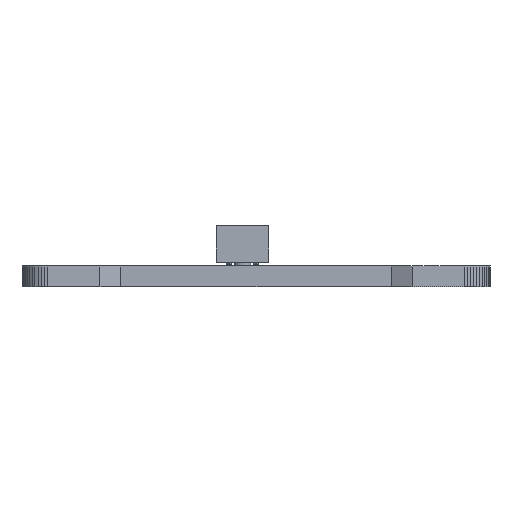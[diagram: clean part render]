
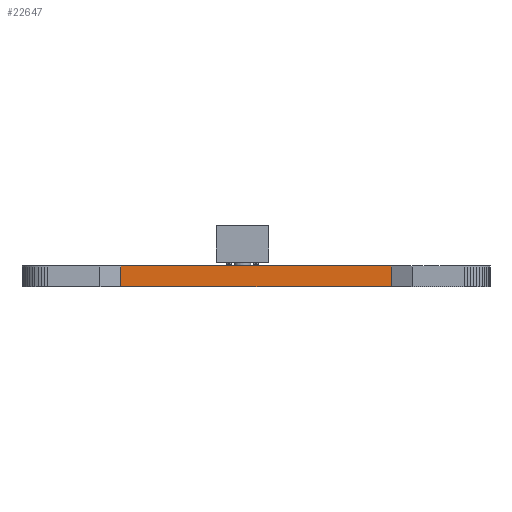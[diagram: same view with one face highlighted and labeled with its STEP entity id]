
A CAD part, left-side view. The second image highlights one B-rep face of the part: STEP entity #22647.
In plain terms, the highlighted planar face has unit normal (-1, 0, 0).
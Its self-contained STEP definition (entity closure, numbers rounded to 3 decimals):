
#17787 = PLANE('',#17788);
#17788 = AXIS2_PLACEMENT_3D('',#17789,#17790,#17791);
#17789 = CARTESIAN_POINT('',(22.5,22.687,1.98));
#17790 = DIRECTION('',(-0.,-0.,-1.));
#17791 = DIRECTION('',(-1.,0.,0.));
#17841 = PLANE('',#17842);
#17842 = AXIS2_PLACEMENT_3D('',#17843,#17844,#17845);
#17843 = CARTESIAN_POINT('',(22.5,22.687,0.));
#17844 = DIRECTION('',(-0.,-0.,-1.));
#17845 = DIRECTION('',(-1.,0.,0.));
#19350 = VERTEX_POINT('',#19351);
#19351 = CARTESIAN_POINT('',(1.,9.5,0.));
#19365 = PLANE('',#19366);
#19366 = AXIS2_PLACEMENT_3D('',#19367,#19368,#19369);
#19367 = CARTESIAN_POINT('',(0.,7.5,0.));
#19368 = DIRECTION('',(-0.894,0.447,0.));
#19369 = DIRECTION('',(0.447,0.894,0.));
#19377 = EDGE_CURVE('',#19350,#19378,#19380,.T.);
#19378 = VERTEX_POINT('',#19379);
#19379 = CARTESIAN_POINT('',(1.,35.5,0.));
#19380 = SURFACE_CURVE('',#19381,(#19385,#19392),.PCURVE_S1.);
#19381 = LINE('',#19382,#19383);
#19382 = CARTESIAN_POINT('',(1.,9.5,0.));
#19383 = VECTOR('',#19384,1.);
#19384 = DIRECTION('',(0.,1.,0.));
#19385 = PCURVE('',#17841,#19386);
#19386 = DEFINITIONAL_REPRESENTATION('',(#19387),#19391);
#19387 = LINE('',#19388,#19389);
#19388 = CARTESIAN_POINT('',(21.5,-13.187));
#19389 = VECTOR('',#19390,1.);
#19390 = DIRECTION('',(0.,1.));
#19391 = ( GEOMETRIC_REPRESENTATION_CONTEXT(2) 
PARAMETRIC_REPRESENTATION_CONTEXT() REPRESENTATION_CONTEXT('2D SPACE',''
  ) );
#19392 = PCURVE('',#19393,#19398);
#19393 = PLANE('',#19394);
#19394 = AXIS2_PLACEMENT_3D('',#19395,#19396,#19397);
#19395 = CARTESIAN_POINT('',(1.,9.5,0.));
#19396 = DIRECTION('',(-1.,0.,0.));
#19397 = DIRECTION('',(0.,1.,0.));
#19398 = DEFINITIONAL_REPRESENTATION('',(#19399),#19403);
#19399 = LINE('',#19400,#19401);
#19400 = CARTESIAN_POINT('',(0.,0.));
#19401 = VECTOR('',#19402,1.);
#19402 = DIRECTION('',(1.,0.));
#19403 = ( GEOMETRIC_REPRESENTATION_CONTEXT(2) 
PARAMETRIC_REPRESENTATION_CONTEXT() REPRESENTATION_CONTEXT('2D SPACE',''
  ) );
#19421 = PLANE('',#19422);
#19422 = AXIS2_PLACEMENT_3D('',#19423,#19424,#19425);
#19423 = CARTESIAN_POINT('',(1.,35.5,0.));
#19424 = DIRECTION('',(-0.894,-0.447,0.));
#19425 = DIRECTION('',(-0.447,0.894,0.));
#21209 = VERTEX_POINT('',#21210);
#21210 = CARTESIAN_POINT('',(1.,9.5,1.98));
#21231 = EDGE_CURVE('',#21209,#21232,#21234,.T.);
#21232 = VERTEX_POINT('',#21233);
#21233 = CARTESIAN_POINT('',(1.,35.5,1.98));
#21234 = SURFACE_CURVE('',#21235,(#21239,#21246),.PCURVE_S1.);
#21235 = LINE('',#21236,#21237);
#21236 = CARTESIAN_POINT('',(1.,9.5,1.98));
#21237 = VECTOR('',#21238,1.);
#21238 = DIRECTION('',(0.,1.,0.));
#21239 = PCURVE('',#17787,#21240);
#21240 = DEFINITIONAL_REPRESENTATION('',(#21241),#21245);
#21241 = LINE('',#21242,#21243);
#21242 = CARTESIAN_POINT('',(21.5,-13.187));
#21243 = VECTOR('',#21244,1.);
#21244 = DIRECTION('',(0.,1.));
#21245 = ( GEOMETRIC_REPRESENTATION_CONTEXT(2) 
PARAMETRIC_REPRESENTATION_CONTEXT() REPRESENTATION_CONTEXT('2D SPACE',''
  ) );
#21246 = PCURVE('',#19393,#21247);
#21247 = DEFINITIONAL_REPRESENTATION('',(#21248),#21252);
#21248 = LINE('',#21249,#21250);
#21249 = CARTESIAN_POINT('',(0.,-1.98));
#21250 = VECTOR('',#21251,1.);
#21251 = DIRECTION('',(1.,0.));
#21252 = ( GEOMETRIC_REPRESENTATION_CONTEXT(2) 
PARAMETRIC_REPRESENTATION_CONTEXT() REPRESENTATION_CONTEXT('2D SPACE',''
  ) );
#22597 = EDGE_CURVE('',#19378,#21232,#22598,.T.);
#22598 = SURFACE_CURVE('',#22599,(#22603,#22610),.PCURVE_S1.);
#22599 = LINE('',#22600,#22601);
#22600 = CARTESIAN_POINT('',(1.,35.5,0.));
#22601 = VECTOR('',#22602,1.);
#22602 = DIRECTION('',(0.,0.,1.));
#22603 = PCURVE('',#19421,#22604);
#22604 = DEFINITIONAL_REPRESENTATION('',(#22605),#22609);
#22605 = LINE('',#22606,#22607);
#22606 = CARTESIAN_POINT('',(0.,0.));
#22607 = VECTOR('',#22608,1.);
#22608 = DIRECTION('',(0.,-1.));
#22609 = ( GEOMETRIC_REPRESENTATION_CONTEXT(2) 
PARAMETRIC_REPRESENTATION_CONTEXT() REPRESENTATION_CONTEXT('2D SPACE',''
  ) );
#22610 = PCURVE('',#19393,#22611);
#22611 = DEFINITIONAL_REPRESENTATION('',(#22612),#22616);
#22612 = LINE('',#22613,#22614);
#22613 = CARTESIAN_POINT('',(26.,0.));
#22614 = VECTOR('',#22615,1.);
#22615 = DIRECTION('',(0.,-1.));
#22616 = ( GEOMETRIC_REPRESENTATION_CONTEXT(2) 
PARAMETRIC_REPRESENTATION_CONTEXT() REPRESENTATION_CONTEXT('2D SPACE',''
  ) );
#22647 = ADVANCED_FACE('',(#22648),#19393,.T.);
#22648 = FACE_BOUND('',#22649,.T.);
#22649 = EDGE_LOOP('',(#22650,#22671,#22672,#22673));
#22650 = ORIENTED_EDGE('',*,*,#22651,.T.);
#22651 = EDGE_CURVE('',#19350,#21209,#22652,.T.);
#22652 = SURFACE_CURVE('',#22653,(#22657,#22664),.PCURVE_S1.);
#22653 = LINE('',#22654,#22655);
#22654 = CARTESIAN_POINT('',(1.,9.5,0.));
#22655 = VECTOR('',#22656,1.);
#22656 = DIRECTION('',(0.,0.,1.));
#22657 = PCURVE('',#19393,#22658);
#22658 = DEFINITIONAL_REPRESENTATION('',(#22659),#22663);
#22659 = LINE('',#22660,#22661);
#22660 = CARTESIAN_POINT('',(0.,0.));
#22661 = VECTOR('',#22662,1.);
#22662 = DIRECTION('',(0.,-1.));
#22663 = ( GEOMETRIC_REPRESENTATION_CONTEXT(2) 
PARAMETRIC_REPRESENTATION_CONTEXT() REPRESENTATION_CONTEXT('2D SPACE',''
  ) );
#22664 = PCURVE('',#19365,#22665);
#22665 = DEFINITIONAL_REPRESENTATION('',(#22666),#22670);
#22666 = LINE('',#22667,#22668);
#22667 = CARTESIAN_POINT('',(2.236,0.));
#22668 = VECTOR('',#22669,1.);
#22669 = DIRECTION('',(0.,-1.));
#22670 = ( GEOMETRIC_REPRESENTATION_CONTEXT(2) 
PARAMETRIC_REPRESENTATION_CONTEXT() REPRESENTATION_CONTEXT('2D SPACE',''
  ) );
#22671 = ORIENTED_EDGE('',*,*,#21231,.T.);
#22672 = ORIENTED_EDGE('',*,*,#22597,.F.);
#22673 = ORIENTED_EDGE('',*,*,#19377,.F.);
